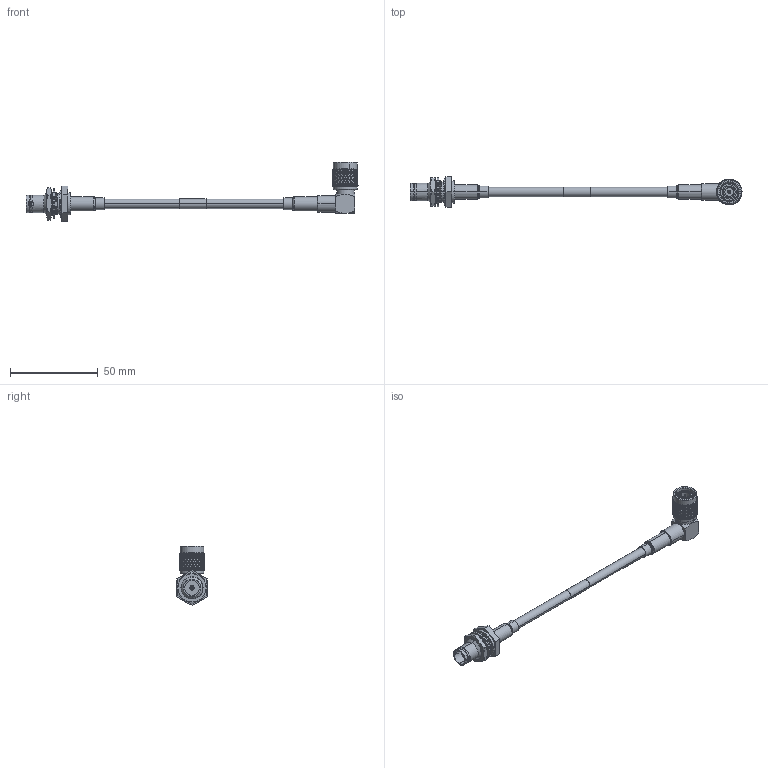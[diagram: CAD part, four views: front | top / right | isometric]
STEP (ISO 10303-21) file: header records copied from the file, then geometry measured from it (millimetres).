
FILE_DESCRIPTION (( 'STEP AP203' ), '1' );
FILE_NAME ('FMCA2722.STEP', '2022-03-09T17:42:23', ( '' ), ( '' ), 'SwSTEP 2.0', 'SolidWorks 2021', '' );
FILE_SCHEMA (( 'CONFIG_CONTROL_DESIGN' ));
Length unit declared in the file: millimetre
Products named in the file (5): CA-240-MA1_.75" Long; FMCN1571_Assemble; SC4264_1; RG223_with label; FMCA2722
Assembly tree (5 placements, depth 2):
  FMCA2722
    RG223_with label
    FMCN1571_Assemble
    CA-240-MA1_.75" Long  x2
    SC4264_1
Bounding box: 189.25 x 17.5 x 33.7 mm (x, y, z)
Volume: 10246.2 mm3; surface area: 13157.4 mm2
Topology: 17 solids, 18 shells, 3197 faces, 6900 edges, 3760 vertices
Faces by surface type: bspline 2005, cylinder 685, plane 337, cone 144, torus 26
Entity records: 117956 total; most frequent: CARTESIAN_POINT 71273, ORIENTED_EDGE 13712, EDGE_CURVE 6856, DIRECTION 4465, VERTEX_POINT 3736, EDGE_LOOP 3222, ADVANCED_FACE 3175, FACE_OUTER_BOUND 3175
